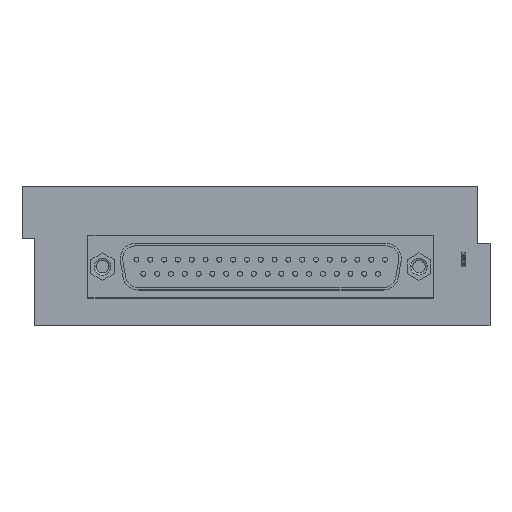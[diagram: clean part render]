
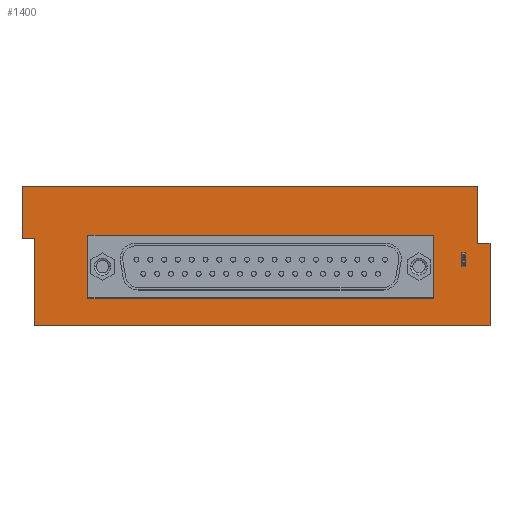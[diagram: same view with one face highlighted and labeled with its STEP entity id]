
A CAD part, top view. The second image highlights one B-rep face of the part: STEP entity #1400.
In plain terms, the highlighted planar face has unit normal (0, 0, 1).
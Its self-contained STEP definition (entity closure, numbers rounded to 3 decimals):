
#10=CARTESIAN_POINT('',(-4.651,43.15,0.));
#20=DIRECTION('',(0.,0.,1.));
#30=DIRECTION('',(1.,0.,0.));
#40=AXIS2_PLACEMENT_3D('',#10,#20,#30);
#50=PLANE('',#40);
#60=CARTESIAN_POINT('',(-7.96,78.16,0.));
#70=DIRECTION('',(1.,0.,0.));
#80=VECTOR('',#70,1.);
#90=LINE('',#60,#80);
#100=CARTESIAN_POINT('',(-2.41,78.16,0.));
#110=VERTEX_POINT('',#100);
#120=CARTESIAN_POINT('',(10.14,78.16,0.));
#130=VERTEX_POINT('',#120);
#140=EDGE_CURVE('',#110,#130,#90,.T.);
#150=ORIENTED_EDGE('',*,*,#140,.T.);
#160=CARTESIAN_POINT('',(-2.41,-2.5,0.));
#170=DIRECTION('',(0.,1.,0.));
#180=VECTOR('',#170,1.);
#190=LINE('',#160,#180);
#200=CARTESIAN_POINT('',(-2.41,8.84,
0.));
#210=VERTEX_POINT('',#200);
#220=EDGE_CURVE('',#210,#110,#190,.T.);
#230=ORIENTED_EDGE('',*,*,#220,.T.);
#240=CARTESIAN_POINT('',(-7.96,8.84,
0.));
#250=DIRECTION('',(-1.,0.,0.));
#260=VECTOR('',#250,1.);
#270=LINE('',#240,#260);
#280=CARTESIAN_POINT('',(10.14,8.84,
0.));
#290=VERTEX_POINT('',#280);
#300=EDGE_CURVE('',#290,#210,#270,.T.);
#310=ORIENTED_EDGE('',*,*,#300,.T.);
#320=CARTESIAN_POINT('',(10.14,-2.5,0.));
#330=DIRECTION('',(0.,-1.,0.));
#340=VECTOR('',#330,1.);
#350=LINE('',#320,#340);
#360=EDGE_CURVE('',#130,#290,#350,.T.);
#370=ORIENTED_EDGE('',*,*,#360,.T.);
#380=EDGE_LOOP('',(#370,#310,#230,#150));
#390=FACE_BOUND('',#380,.T.);
#400=CARTESIAN_POINT('',(-4.651,2.39,
0.));
#410=DIRECTION('',(1.,0.,0.));
#420=VECTOR('',#410,1.);
#430=LINE('',#400,#420);
#440=CARTESIAN_POINT('',(3.84,2.39,
0.));
#450=VERTEX_POINT('',#440);
#460=CARTESIAN_POINT('',(6.64,2.39,
0.));
#470=VERTEX_POINT('',#460);
#480=EDGE_CURVE('',#450,#470,#430,.T.);
#490=ORIENTED_EDGE('',*,*,#480,.F.);
#500=CARTESIAN_POINT('',(6.64,43.15,0.));
#510=DIRECTION('',(0.,-1.,0.));
#520=VECTOR('',#510,1.);
#530=LINE('',#500,#520);
#540=CARTESIAN_POINT('',(6.64,3.19,
0.));
#550=VERTEX_POINT('',#540);
#560=EDGE_CURVE('',#550,#470,#530,.T.);
#570=ORIENTED_EDGE('',*,*,#560,.T.);
#580=CARTESIAN_POINT('',(-4.651,3.19,
0.));
#590=DIRECTION('',(1.,0.,0.));
#600=VECTOR('',#590,1.);
#610=LINE('',#580,#600);
#620=CARTESIAN_POINT('',(3.84,3.19,
0.));
#630=VERTEX_POINT('',#620);
#640=EDGE_CURVE('',#630,#550,#610,.T.);
#650=ORIENTED_EDGE('',*,*,#640,.T.);
#660=CARTESIAN_POINT('',(3.84,43.15,0.));
#670=DIRECTION('',(0.,1.,0.));
#680=VECTOR('',#670,1.);
#690=LINE('',#660,#680);
#700=EDGE_CURVE('',#450,#630,#690,.T.);
#710=ORIENTED_EDGE('',*,*,#700,.T.);
#720=EDGE_LOOP('',(#710,#650,#570,#490));
#730=FACE_BOUND('',#720,.T.);
#740=CARTESIAN_POINT('',(8.54,-2.5,0.));
#750=DIRECTION('',(0.,1.,0.));
#760=VECTOR('',#750,1.);
#770=LINE('',#740,#760);
#780=CARTESIAN_POINT('',(8.54,-2.5,0.));
#790=VERTEX_POINT('',#780);
#800=CARTESIAN_POINT('',(8.54,0.,0.));
#810=VERTEX_POINT('',#800);
#820=EDGE_CURVE('',#790,#810,#770,.T.);
#830=ORIENTED_EDGE('',*,*,#820,.T.);
#840=CARTESIAN_POINT('',(-7.96,-2.5,0.));
#850=DIRECTION('',(-1.,0.,0.));
#860=VECTOR('',#850,1.);
#870=LINE('',#840,#860);
#880=CARTESIAN_POINT('',(-7.96,-2.5,0.));
#890=VERTEX_POINT('',#880);
#900=EDGE_CURVE('',#790,#890,#870,.T.);
#910=ORIENTED_EDGE('',*,*,#900,.F.);
#920=CARTESIAN_POINT('',(-7.96,-2.5,0.));
#930=DIRECTION('',(0.,1.,0.));
#940=VECTOR('',#930,1.);
#950=LINE('',#920,#940);
#960=CARTESIAN_POINT('',(-7.96,88.8,0.));
#970=VERTEX_POINT('',#960);
#980=EDGE_CURVE('',#890,#970,#950,.T.);
#990=ORIENTED_EDGE('',*,*,#980,.F.);
#1000=CARTESIAN_POINT('',(-7.96,88.8,0.));
#1010=DIRECTION('',(1.,0.,0.));
#1020=VECTOR('',#1010,1.);
#1030=LINE('',#1000,#1020);
#1040=CARTESIAN_POINT('',(9.54,88.8,0.));
#1050=VERTEX_POINT('',#1040);
#1060=EDGE_CURVE('',#970,#1050,#1030,.T.);
#1070=ORIENTED_EDGE('',*,*,#1060,.F.);
#1080=CARTESIAN_POINT('',(9.54,-2.5,0.));
#1090=DIRECTION('',(0.,-1.,0.));
#1100=VECTOR('',#1090,1.);
#1110=LINE('',#1080,#1100);
#1120=CARTESIAN_POINT('',(9.54,91.3,0.));
#1130=VERTEX_POINT('',#1120);
#1140=EDGE_CURVE('',#1130,#1050,#1110,.T.);
#1150=ORIENTED_EDGE('',*,*,#1140,.T.);
#1160=CARTESIAN_POINT('',(-7.96,91.3,0.));
#1170=DIRECTION('',(1.,0.,0.));
#1180=VECTOR('',#1170,1.);
#1190=LINE('',#1160,#1180);
#1200=CARTESIAN_POINT('',(20.04,91.3,0.));
#1210=VERTEX_POINT('',#1200);
#1220=EDGE_CURVE('',#1130,#1210,#1190,.T.);
#1230=ORIENTED_EDGE('',*,*,#1220,.F.);
#1240=CARTESIAN_POINT('',(20.04,-2.5,0.));
#1250=DIRECTION('',(0.,-1.,0.));
#1260=VECTOR('',#1250,1.);
#1270=LINE('',#1240,#1260);
#1280=CARTESIAN_POINT('',(20.04,0.,0.));
#1290=VERTEX_POINT('',#1280);
#1300=EDGE_CURVE('',#1210,#1290,#1270,.T.);
#1310=ORIENTED_EDGE('',*,*,#1300,.F.);
#1320=CARTESIAN_POINT('',(-7.96,0.,0.));
#1330=DIRECTION('',(-1.,0.,0.));
#1340=VECTOR('',#1330,1.);
#1350=LINE('',#1320,#1340);
#1360=EDGE_CURVE('',#1290,#810,#1350,.T.);
#1370=ORIENTED_EDGE('',*,*,#1360,.F.);
#1380=EDGE_LOOP('',(#1370,#1310,#1230,#1150,#1070,#990,#910,#830));
#1390=FACE_OUTER_BOUND('',#1380,.T.);
#1400=ADVANCED_FACE('',(#390,#730,#1390),#50,.T.);
